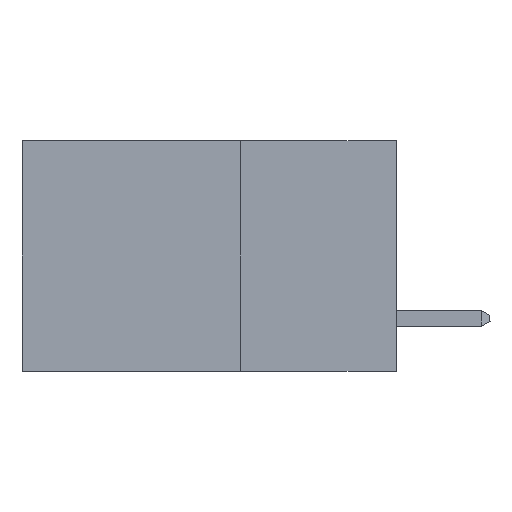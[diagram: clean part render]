
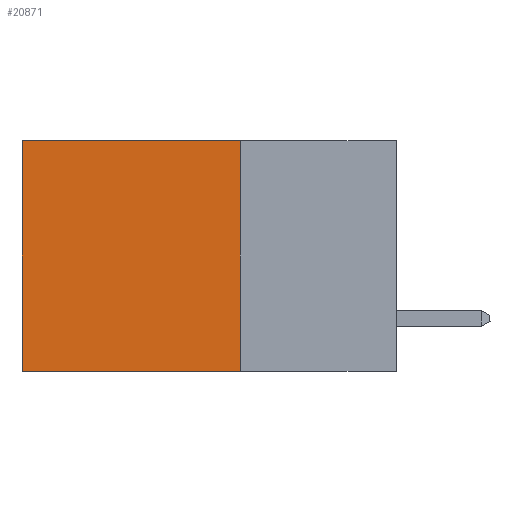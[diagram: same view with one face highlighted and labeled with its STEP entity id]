
A CAD part, left-side view. The second image highlights one B-rep face of the part: STEP entity #20871.
In plain terms, the highlighted planar face has unit normal (-1, 0, 0).
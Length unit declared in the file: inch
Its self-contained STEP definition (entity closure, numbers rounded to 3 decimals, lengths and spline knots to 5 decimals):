
#185 = ORIENTED_EDGE ( 'NONE', *, *, #17031, .T. ) ;
#681 = VERTEX_POINT ( 'NONE', #27991 ) ;
#1369 = EDGE_CURVE ( 'NONE', #6717, #681, #23361, .T. ) ;
#1743 = AXIS2_PLACEMENT_3D ( 'NONE', #12950, #28148, #4160 ) ;
#2312 = VECTOR ( 'NONE', #9557, 39.37008 ) ;
#4160 = DIRECTION ( 'NONE',  ( 0., 0., -1. ) ) ;
#4374 = VERTEX_POINT ( 'NONE', #26069 ) ;
#5490 = VERTEX_POINT ( 'NONE', #26462 ) ;
#6717 = VERTEX_POINT ( 'NONE', #23903 ) ;
#7172 = LINE ( 'NONE', #17275, #15640 ) ;
#7629 = VECTOR ( 'NONE', #10123, 39.37008 ) ;
#8513 = ORIENTED_EDGE ( 'NONE', *, *, #1369, .T. ) ;
#9557 = DIRECTION ( 'NONE',  ( 0., 1., 0. ) ) ;
#10123 = DIRECTION ( 'NONE',  ( 0., 0., -1. ) ) ;
#11344 = CARTESIAN_POINT ( 'NONE',  ( 0.298, 0.25, 0. ) ) ;
#12950 = CARTESIAN_POINT ( 'NONE',  ( 0.298, 0.25, 0. ) ) ;
#13043 = LINE ( 'NONE', #25419, #7629 ) ;
#13874 = EDGE_CURVE ( 'NONE', #4374, #5490, #19342, .T. ) ;
#14660 = EDGE_CURVE ( 'NONE', #6717, #4374, #13043, .T. ) ;
#15640 = VECTOR ( 'NONE', #17556, 39.37008 ) ;
#16044 = DIRECTION ( 'NONE',  ( 0., 1., 0. ) ) ;
#17031 = EDGE_CURVE ( 'NONE', #681, #5490, #7172, .T. ) ;
#17275 = CARTESIAN_POINT ( 'NONE',  ( 0.298, 0.6, 0. ) ) ;
#17556 = DIRECTION ( 'NONE',  ( 0., 0., -1. ) ) ;
#18704 = EDGE_LOOP ( 'NONE', ( #185, #18752, #22142, #8513 ) ) ;
#18752 = ORIENTED_EDGE ( 'NONE', *, *, #13874, .F. ) ;
#19342 = LINE ( 'NONE', #27262, #25727 ) ;
#20871 = ADVANCED_FACE ( 'NONE', ( #27914 ), #26002, .F. ) ;
#22142 = ORIENTED_EDGE ( 'NONE', *, *, #14660, .F. ) ;
#23361 = LINE ( 'NONE', #11344, #2312 ) ;
#23903 = CARTESIAN_POINT ( 'NONE',  ( 0.298, 0.25, 0. ) ) ;
#25419 = CARTESIAN_POINT ( 'NONE',  ( 0.298, 0.25, 0. ) ) ;
#25727 = VECTOR ( 'NONE', #16044, 39.37008 ) ;
#26002 = PLANE ( 'NONE',  #1743 ) ;
#26069 = CARTESIAN_POINT ( 'NONE',  ( 0.298, 0.25, -0.37 ) ) ;
#26462 = CARTESIAN_POINT ( 'NONE',  ( 0.298, 0.6, -0.37 ) ) ;
#27262 = CARTESIAN_POINT ( 'NONE',  ( 0.298, 0.25, -0.37 ) ) ;
#27914 = FACE_OUTER_BOUND ( 'NONE', #18704, .T. ) ;
#27991 = CARTESIAN_POINT ( 'NONE',  ( 0.298, 0.6, 0. ) ) ;
#28148 = DIRECTION ( 'NONE',  ( 1., 0., 0. ) ) ;
